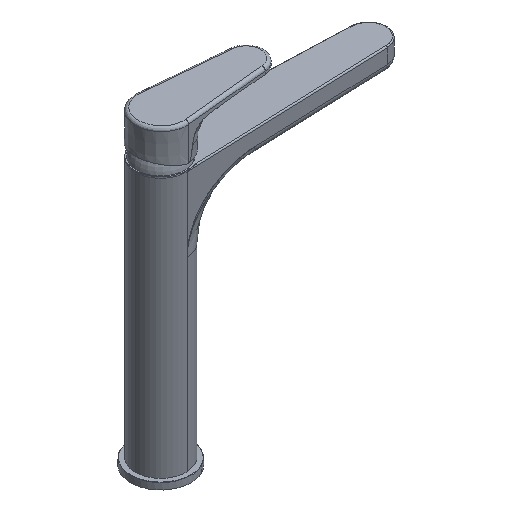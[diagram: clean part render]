
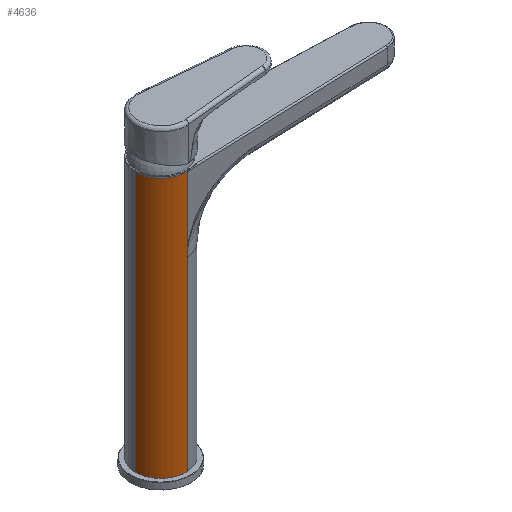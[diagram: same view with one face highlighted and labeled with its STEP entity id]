
A CAD part, isometric view. The second image highlights one B-rep face of the part: STEP entity #4636.
In plain terms, the highlighted cylindrical face has radius 21 mm (diameter 42 mm), a partial arc.
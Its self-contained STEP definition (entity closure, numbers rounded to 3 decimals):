
#4597=CARTESIAN_POINT('Axis2P3D Location',(0.,0.,108.011)) ;
#4602=CARTESIAN_POINT('Axis2P3D Location',(0.,0.,0.)) ;
#4606=CARTESIAN_POINT('Vertex',(-21.,0.,0.)) ;
#4608=CARTESIAN_POINT('Vertex',(0.737,-20.987,0.)) ;
#4611=CARTESIAN_POINT('Line Origine',(0.737,-20.987,108.011)) ;
#4615=CARTESIAN_POINT('Vertex',(0.737,-20.987,214.)) ;
#4618=CARTESIAN_POINT('Axis2P3D Location',(0.,0.,214.)) ;
#4622=CARTESIAN_POINT('Vertex',(-21.,0.,214.)) ;
#4625=CARTESIAN_POINT('Line Origine',(-21.,0.,108.011)) ;
#4613=VECTOR('Line Direction',#4612,1.) ;
#4627=VECTOR('Line Direction',#4626,1.) ;
#4598=DIRECTION('Axis2P3D Direction',(0.,-0.,1.)) ;
#4599=DIRECTION('Axis2P3D XDirection',(0.,-1.,0.)) ;
#4603=DIRECTION('Axis2P3D Direction',(0.,-0.,1.)) ;
#4612=DIRECTION('Vector Direction',(0.,0.,1.)) ;
#4619=DIRECTION('Axis2P3D Direction',(0.,-0.,1.)) ;
#4626=DIRECTION('Vector Direction',(0.,0.,1.)) ;
#4600=AXIS2_PLACEMENT_3D('Cylinder Axis2P3D',#4597,#4598,#4599) ;
#4604=AXIS2_PLACEMENT_3D('Circle Axis2P3D',#4602,#4603,$) ;
#4620=AXIS2_PLACEMENT_3D('Circle Axis2P3D',#4618,#4619,$) ;
#4614=LINE('Line',#4611,#4613) ;
#4628=LINE('Line',#4625,#4627) ;
#4605=CIRCLE('generated circle',#4604,21.) ;
#4621=CIRCLE('generated circle',#4620,21.) ;
#4601=CYLINDRICAL_SURFACE('generated cylinder',#4600,21.) ;
#4610=EDGE_CURVE('',#4607,#4609,#4605,.T.) ;
#4617=EDGE_CURVE('',#4609,#4616,#4614,.T.) ;
#4624=EDGE_CURVE('',#4616,#4623,#4621,.F.) ;
#4629=EDGE_CURVE('',#4623,#4607,#4628,.F.) ;
#4631=ORIENTED_EDGE('',*,*,#4610,.T.) ;
#4632=ORIENTED_EDGE('',*,*,#4617,.T.) ;
#4633=ORIENTED_EDGE('',*,*,#4624,.T.) ;
#4634=ORIENTED_EDGE('',*,*,#4629,.T.) ;
#4630=EDGE_LOOP('',(#4631,#4632,#4633,#4634)) ;
#4607=VERTEX_POINT('',#4606) ;
#4609=VERTEX_POINT('',#4608) ;
#4616=VERTEX_POINT('',#4615) ;
#4623=VERTEX_POINT('',#4622) ;
#4636=ADVANCED_FACE('Superficie.147',(#4635),#4601,.T.) ;
#4635=FACE_OUTER_BOUND('',#4630,.T.) ;
